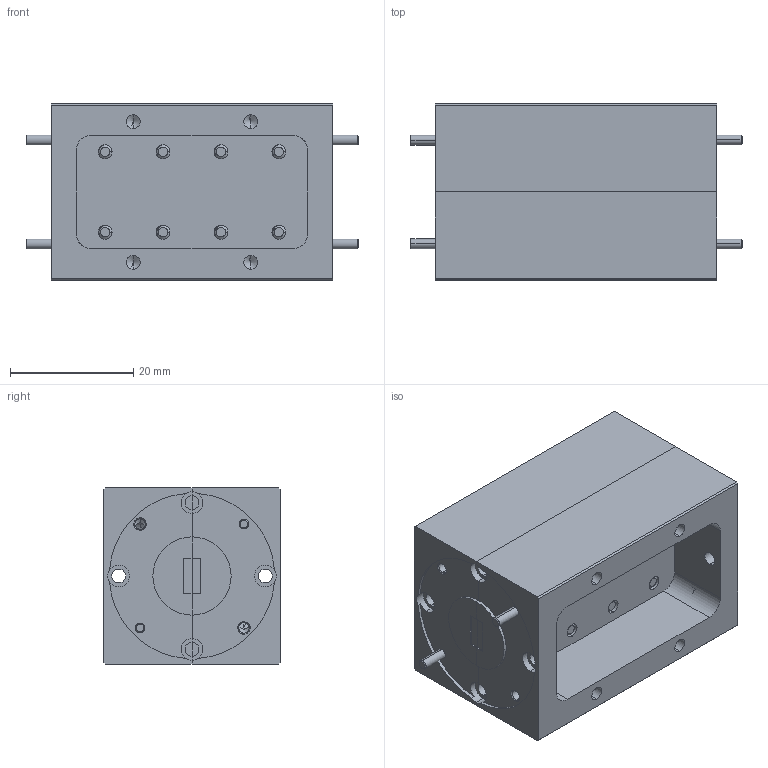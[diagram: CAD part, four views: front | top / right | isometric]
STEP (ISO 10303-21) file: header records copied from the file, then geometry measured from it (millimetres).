
FILE_DESCRIPTION (( 'STEP AP203' ), '1' );
FILE_NAME ('DMWF-22-101-LA1 DF.STEP', '2019-06-05T18:06:19', ( '' ), ( '' ), 'SwSTEP 2.0', 'SolidWorks 2016', '' );
FILE_SCHEMA (( 'CONFIG_CONTROL_DESIGN' ));
Length unit declared in the file: inch
Products named in the file (1): DMWF-22-101-LA1 DF
Bounding box: 53.85 x 28.57 x 28.57 mm (x, y, z)
Volume: 22369.7 mm3; surface area: 14692.1 mm2
Topology: 22 solids, 22 shells, 960 faces, 2492 edges, 1574 vertices
Faces by surface type: cylinder 580, plane 190, cone 174, bspline 16
Entity records: 39063 total; most frequent: CARTESIAN_POINT 17937, ORIENTED_EDGE 4904, DIRECTION 3952, EDGE_CURVE 2452, VERTEX_POINT 1574, AXIS2_PLACEMENT_3D 1473, EDGE_LOOP 1046, VECTOR 1006
